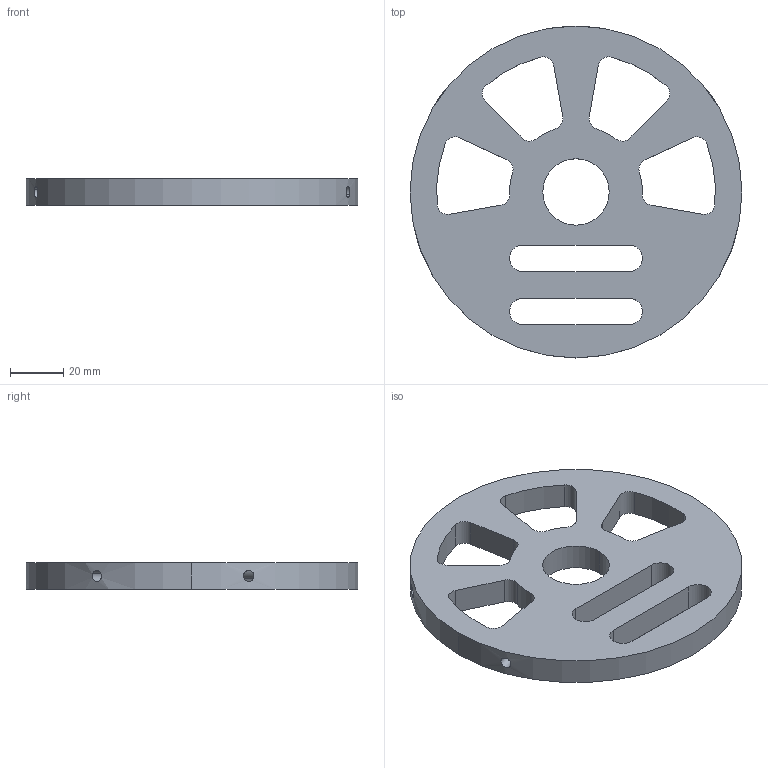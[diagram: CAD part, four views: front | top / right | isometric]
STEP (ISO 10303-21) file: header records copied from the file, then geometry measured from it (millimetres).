
FILE_DESCRIPTION(('CATIA V5 STEP Exchange'),'2;1');
FILE_NAME('BagueParaAccroche.stp','2023-02-07T13:49:20+00:00',('none'),('none'),'CATIA Version 5 Release 19 GA (IN-10)','CATIA V5 STEP AP203','none');
FILE_SCHEMA(('CONFIG_CONTROL_DESIGN'));
Length unit declared in the file: millimetre
Products named in the file (1): BagueParaAccroche
Bounding box: 125 x 125 x 10 mm (x, y, z)
Volume: 81390.2 mm3; surface area: 28611.2 mm2
Topology: 1 solids, 1 shells, 61 faces, 162 edges, 108 vertices
Faces by surface type: cylinder 42, plane 19
Entity records: 1981 total; most frequent: CARTESIAN_POINT 435, ORIENTED_EDGE 324, DIRECTION 260, EDGE_CURVE 162, AXIS2_PLACEMENT_3D 129, VERTEX_POINT 108, EDGE_LOOP 80, VECTOR 78
